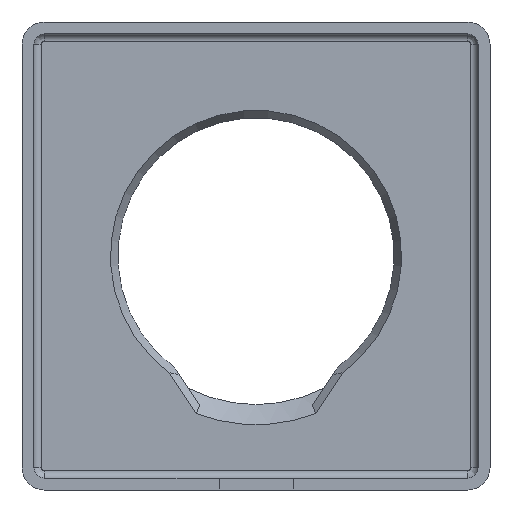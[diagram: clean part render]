
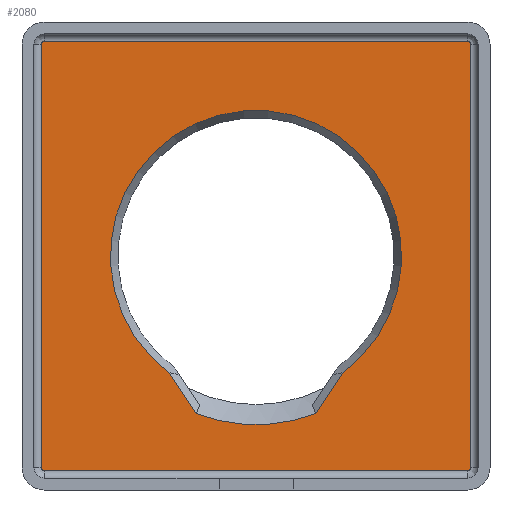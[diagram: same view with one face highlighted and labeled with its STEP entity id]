
A CAD part, front view. The second image highlights one B-rep face of the part: STEP entity #2080.
In plain terms, the highlighted planar face has unit normal (0, -1, 0).
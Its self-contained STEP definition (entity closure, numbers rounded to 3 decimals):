
#43=FACE_BOUND('',#231,.T.);
#77=CIRCLE('',#2194,0.4);
#78=CIRCLE('',#2195,0.4);
#79=CIRCLE('',#2196,0.4);
#80=CIRCLE('',#2197,0.4);
#81=CIRCLE('',#2198,22.7);
#82=CIRCLE('',#2199,19.6);
#120=FACE_OUTER_BOUND('',#230,.T.);
#230=EDGE_LOOP('',(#1393,#1394,#1395,#1396,#1397,#1398,#1399,#1400));
#231=EDGE_LOOP('',(#1401,#1402,#1403,#1404));
#379=LINE('',#2903,#633);
#381=LINE('',#2914,#635);
#382=LINE('',#2918,#636);
#383=LINE('',#2922,#637);
#384=LINE('',#2925,#638);
#385=LINE('',#2930,#639);
#633=VECTOR('',#2347,10.);
#635=VECTOR('',#2353,1.);
#636=VECTOR('',#2356,1.);
#637=VECTOR('',#2359,1.);
#638=VECTOR('',#2362,1.);
#639=VECTOR('',#2367,10.);
#890=VERTEX_POINT('',#2900);
#891=VERTEX_POINT('',#2902);
#893=VERTEX_POINT('',#2910);
#894=VERTEX_POINT('',#2911);
#895=VERTEX_POINT('',#2913);
#896=VERTEX_POINT('',#2915);
#897=VERTEX_POINT('',#2917);
#898=VERTEX_POINT('',#2919);
#899=VERTEX_POINT('',#2921);
#900=VERTEX_POINT('',#2923);
#901=VERTEX_POINT('',#2926);
#902=VERTEX_POINT('',#2928);
#1086=EDGE_CURVE('',#890,#891,#379,.T.);
#1089=EDGE_CURVE('',#893,#894,#77,.T.);
#1090=EDGE_CURVE('',#895,#893,#381,.T.);
#1091=EDGE_CURVE('',#896,#895,#78,.T.);
#1092=EDGE_CURVE('',#897,#896,#382,.T.);
#1093=EDGE_CURVE('',#898,#897,#79,.T.);
#1094=EDGE_CURVE('',#899,#898,#383,.T.);
#1095=EDGE_CURVE('',#900,#899,#80,.T.);
#1096=EDGE_CURVE('',#894,#900,#384,.T.);
#1097=EDGE_CURVE('',#891,#901,#81,.T.);
#1098=EDGE_CURVE('',#902,#890,#82,.T.);
#1099=EDGE_CURVE('',#901,#902,#385,.T.);
#1393=ORIENTED_EDGE('',*,*,#1089,.F.);
#1394=ORIENTED_EDGE('',*,*,#1090,.F.);
#1395=ORIENTED_EDGE('',*,*,#1091,.F.);
#1396=ORIENTED_EDGE('',*,*,#1092,.F.);
#1397=ORIENTED_EDGE('',*,*,#1093,.F.);
#1398=ORIENTED_EDGE('',*,*,#1094,.F.);
#1399=ORIENTED_EDGE('',*,*,#1095,.F.);
#1400=ORIENTED_EDGE('',*,*,#1096,.F.);
#1401=ORIENTED_EDGE('',*,*,#1097,.F.);
#1402=ORIENTED_EDGE('',*,*,#1086,.F.);
#1403=ORIENTED_EDGE('',*,*,#1098,.F.);
#1404=ORIENTED_EDGE('',*,*,#1099,.F.);
#1998=PLANE('',#2193);
#2080=ADVANCED_FACE('',(#120,#43),#1998,.F.);
#2193=AXIS2_PLACEMENT_3D('',#2909,#2349,#2350);
#2194=AXIS2_PLACEMENT_3D('',#2912,#2351,#2352);
#2195=AXIS2_PLACEMENT_3D('',#2916,#2354,#2355);
#2196=AXIS2_PLACEMENT_3D('',#2920,#2357,#2358);
#2197=AXIS2_PLACEMENT_3D('',#2924,#2360,#2361);
#2198=AXIS2_PLACEMENT_3D('',#2927,#2363,#2364);
#2199=AXIS2_PLACEMENT_3D('',#2929,#2365,#2366);
#2347=DIRECTION('',(0.555,0.,-0.832));
#2349=DIRECTION('center_axis',(0.,1.,0.));
#2350=DIRECTION('ref_axis',(0.,0.,1.));
#2351=DIRECTION('center_axis',(0.,1.,0.));
#2352=DIRECTION('ref_axis',(0.707,0.,0.707));
#2353=DIRECTION('',(-1.,0.,0.));
#2354=DIRECTION('center_axis',(0.,1.,0.));
#2355=DIRECTION('ref_axis',(0.,0.,
1.));
#2356=DIRECTION('',(0.,0.,-1.));
#2357=DIRECTION('center_axis',(0.,1.,0.));
#2358=DIRECTION('ref_axis',(-1.,0.,0.));
#2359=DIRECTION('',(1.,0.,0.));
#2360=DIRECTION('center_axis',(0.,1.,0.));
#2361=DIRECTION('ref_axis',(1.,0.,0.));
#2362=DIRECTION('',(0.,0.,1.));
#2363=DIRECTION('center_axis',(0.,-1.,0.));
#2364=DIRECTION('ref_axis',(1.,0.,0.));
#2365=DIRECTION('center_axis',(0.,-1.,0.));
#2366=DIRECTION('ref_axis',(1.,0.,0.));
#2367=DIRECTION('',(0.555,0.,0.832));
#2900=CARTESIAN_POINT('',(-11.735,27.496,-15.698));
#2902=CARTESIAN_POINT('',(-8.053,27.496,-21.224));
#2903=CARTESIAN_POINT('',(-12.672,27.496,-14.294));
#2909=CARTESIAN_POINT('Origin',(0.,27.496,
0.));
#2910=CARTESIAN_POINT('',(-28.5,27.496,-28.9));
#2911=CARTESIAN_POINT('',(-28.9,27.496,-28.5));
#2912=CARTESIAN_POINT('Origin',(-28.5,27.496,-28.5));
#2913=CARTESIAN_POINT('',(28.5,27.496,-28.9));
#2914=CARTESIAN_POINT('',(31.5,27.496,-28.9));
#2915=CARTESIAN_POINT('',(28.9,27.496,-28.5));
#2916=CARTESIAN_POINT('Origin',(28.5,27.496,-28.5));
#2917=CARTESIAN_POINT('',(28.9,27.496,28.5));
#2918=CARTESIAN_POINT('',(28.9,27.496,31.5));
#2919=CARTESIAN_POINT('',(28.5,27.496,28.9));
#2920=CARTESIAN_POINT('Origin',(28.5,27.496,28.5));
#2921=CARTESIAN_POINT('',(-28.5,27.496,28.9));
#2922=CARTESIAN_POINT('',(0.,27.496,28.9));
#2923=CARTESIAN_POINT('',(-28.9,27.496,28.5));
#2924=CARTESIAN_POINT('Origin',(-28.5,27.496,28.5));
#2925=CARTESIAN_POINT('',(-28.9,27.496,0.));
#2926=CARTESIAN_POINT('',(8.053,27.496,-21.224));
#2927=CARTESIAN_POINT('Origin',(0.,27.496,0.));
#2928=CARTESIAN_POINT('',(11.735,27.496,-15.698));
#2929=CARTESIAN_POINT('Origin',(0.,27.496,0.));
#2930=CARTESIAN_POINT('',(13.601,27.496,-12.899));
